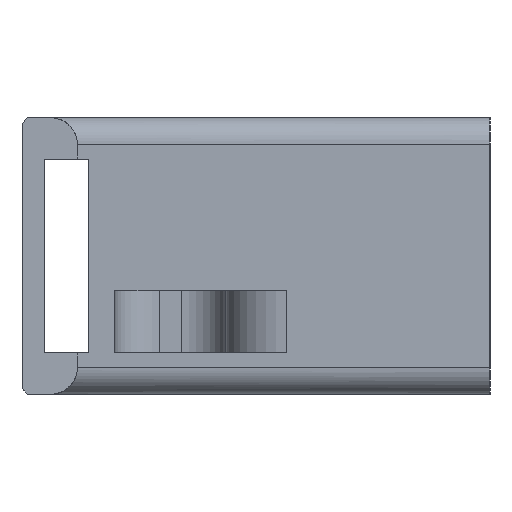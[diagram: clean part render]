
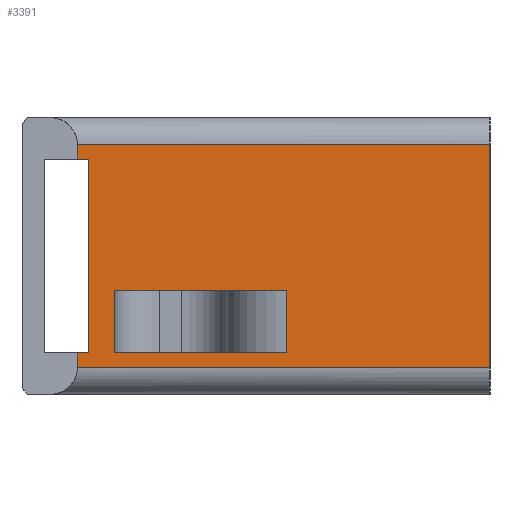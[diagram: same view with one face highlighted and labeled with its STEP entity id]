
A CAD part, left-side view. The second image highlights one B-rep face of the part: STEP entity #3391.
In plain terms, the highlighted planar face has unit normal (-1, 0, 0).
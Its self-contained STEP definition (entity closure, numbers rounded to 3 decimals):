
#47=FACE_BOUND('',#460,.T.);
#256=FACE_OUTER_BOUND('',#459,.T.);
#459=EDGE_LOOP('',(#2603,#2604,#2605,#2606,#2607,#2608,#2609,#2610));
#460=EDGE_LOOP('',(#2611,#2612,#2613,#2614));
#829=LINE('',#5505,#1180);
#830=LINE('',#5509,#1181);
#836=LINE('',#5528,#1187);
#841=LINE('',#5541,#1192);
#843=LINE('',#5547,#1194);
#844=LINE('',#5549,#1195);
#845=LINE('',#5551,#1196);
#846=LINE('',#5553,#1197);
#847=LINE('',#5554,#1198);
#848=LINE('',#5556,#1199);
#849=LINE('',#5558,#1200);
#850=LINE('',#5559,#1201);
#1180=VECTOR('',#4237,10.);
#1181=VECTOR('',#4242,10.);
#1187=VECTOR('',#4260,10.);
#1192=VECTOR('',#4271,10.);
#1194=VECTOR('',#4277,10.);
#1195=VECTOR('',#4278,10.);
#1196=VECTOR('',#4279,10.);
#1197=VECTOR('',#4280,10.);
#1198=VECTOR('',#4281,10.);
#1199=VECTOR('',#4282,10.);
#1200=VECTOR('',#4283,10.);
#1201=VECTOR('',#4284,10.);
#1546=VERTEX_POINT('',#5500);
#1547=VERTEX_POINT('',#5504);
#1548=VERTEX_POINT('',#5508);
#1552=VERTEX_POINT('',#5518);
#1559=VERTEX_POINT('',#5538);
#1560=VERTEX_POINT('',#5540);
#1562=VERTEX_POINT('',#5546);
#1563=VERTEX_POINT('',#5548);
#1564=VERTEX_POINT('',#5550);
#1565=VERTEX_POINT('',#5552);
#1566=VERTEX_POINT('',#5555);
#1567=VERTEX_POINT('',#5557);
#1932=EDGE_CURVE('',#1546,#1547,#829,.T.);
#1934=EDGE_CURVE('',#1547,#1548,#830,.F.);
#1944=EDGE_CURVE('',#1548,#1552,#836,.T.);
#1950=EDGE_CURVE('',#1559,#1560,#841,.T.);
#1953=EDGE_CURVE('',#1562,#1546,#843,.T.);
#1954=EDGE_CURVE('',#1563,#1562,#844,.T.);
#1955=EDGE_CURVE('',#1564,#1563,#845,.T.);
#1956=EDGE_CURVE('',#1565,#1564,#846,.T.);
#1957=EDGE_CURVE('',#1552,#1565,#847,.T.);
#1958=EDGE_CURVE('',#1560,#1566,#848,.T.);
#1959=EDGE_CURVE('',#1567,#1559,#849,.T.);
#1960=EDGE_CURVE('',#1566,#1567,#850,.T.);
#2603=ORIENTED_EDGE('',*,*,#1932,.F.);
#2604=ORIENTED_EDGE('',*,*,#1953,.F.);
#2605=ORIENTED_EDGE('',*,*,#1954,.F.);
#2606=ORIENTED_EDGE('',*,*,#1955,.F.);
#2607=ORIENTED_EDGE('',*,*,#1956,.F.);
#2608=ORIENTED_EDGE('',*,*,#1957,.F.);
#2609=ORIENTED_EDGE('',*,*,#1944,.F.);
#2610=ORIENTED_EDGE('',*,*,#1934,.F.);
#2611=ORIENTED_EDGE('',*,*,#1958,.F.);
#2612=ORIENTED_EDGE('',*,*,#1950,.F.);
#2613=ORIENTED_EDGE('',*,*,#1959,.F.);
#2614=ORIENTED_EDGE('',*,*,#1960,.F.);
#3228=PLANE('',#3669);
#3391=ADVANCED_FACE('',(#256,#47),#3228,.T.);
#3669=AXIS2_PLACEMENT_3D('',#5545,#4275,#4276);
#4237=DIRECTION('',(0.,-1.,0.));
#4242=DIRECTION('',(0.,0.,1.));
#4260=DIRECTION('',(0.,1.,0.));
#4271=DIRECTION('',(0.,0.,1.));
#4275=DIRECTION('center_axis',(-1.,0.,0.));
#4276=DIRECTION('ref_axis',(0.,0.,1.));
#4277=DIRECTION('',(0.,0.,1.));
#4278=DIRECTION('',(0.,1.,0.));
#4279=DIRECTION('',(0.,0.,1.));
#4280=DIRECTION('',(0.,-1.,0.));
#4281=DIRECTION('',(0.,0.,1.));
#4282=DIRECTION('',(0.,1.,0.));
#4283=DIRECTION('',(0.,-1.,0.));
#4284=DIRECTION('',(0.,0.,-1.));
#5500=CARTESIAN_POINT('',(18.02,-1.4,5.05));
#5504=CARTESIAN_POINT('',(18.02,-20.05,5.05));
#5505=CARTESIAN_POINT('',(18.02,-9.05,5.05));
#5508=CARTESIAN_POINT('',(18.02,-20.05,-5.05));
#5509=CARTESIAN_POINT('',(18.02,-20.05,0.));
#5518=CARTESIAN_POINT('',(18.02,-1.4,-5.05));
#5528=CARTESIAN_POINT('',(18.02,-2.625,-5.05));
#5538=CARTESIAN_POINT('',(18.02,-10.85,-4.375));
#5540=CARTESIAN_POINT('',(18.02,-10.85,-1.573));
#5541=CARTESIAN_POINT('',(18.02,-10.85,-2.225));
#5545=CARTESIAN_POINT('Origin',(18.02,-5.35,0.));
#5546=CARTESIAN_POINT('',(18.02,-1.4,4.375));
#5547=CARTESIAN_POINT('',(18.02,-1.4,2.188));
#5548=CARTESIAN_POINT('',(18.02,-1.9,4.375));
#5549=CARTESIAN_POINT('',(18.02,-3.375,4.375));
#5550=CARTESIAN_POINT('',(18.02,-1.9,-4.375));
#5551=CARTESIAN_POINT('',(18.02,-1.9,2.187));
#5552=CARTESIAN_POINT('',(18.02,-1.4,-4.375));
#5553=CARTESIAN_POINT('',(18.02,-3.625,-4.375));
#5554=CARTESIAN_POINT('',(18.02,-1.4,-2.788));
#5555=CARTESIAN_POINT('',(18.02,-3.1,-1.573));
#5556=CARTESIAN_POINT('',(18.02,-4.225,-1.573));
#5557=CARTESIAN_POINT('',(18.02,-3.1,-4.375));
#5558=CARTESIAN_POINT('',(18.02,-6.725,-4.375));
#5559=CARTESIAN_POINT('',(18.02,-3.1,-2.187));
